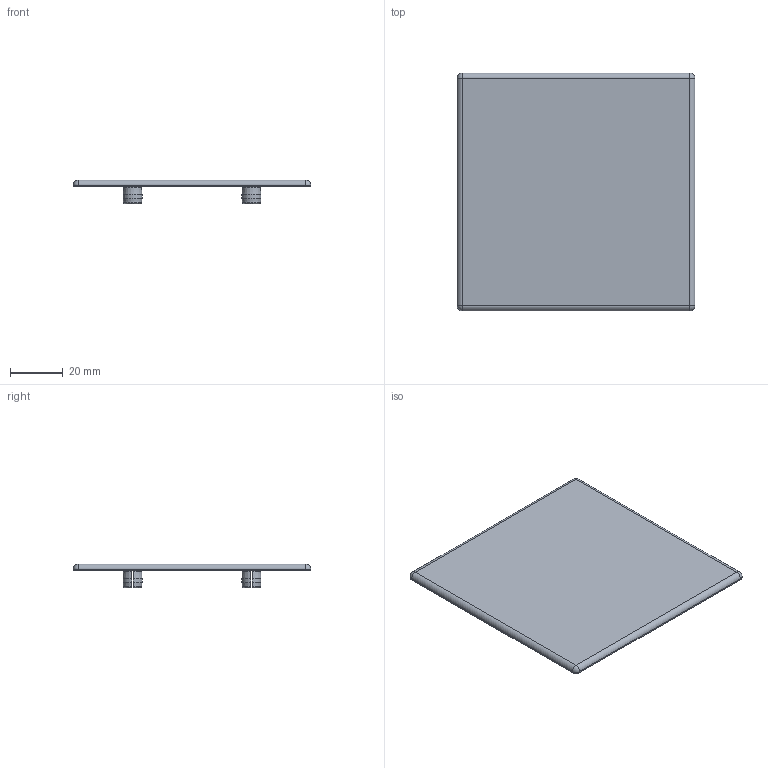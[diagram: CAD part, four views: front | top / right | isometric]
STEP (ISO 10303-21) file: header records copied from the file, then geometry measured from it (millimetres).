
FILE_DESCRIPTION(/* description */ (''),/* implementation_level */ '2;1');
FILE_NAME(/* name */ '229090.stp',/* time_stamp */ '2022-10-04T09:05:21+02:00',/* author */ ('aluteckkpl_am'),/* organization */ (''),/* preprocessor_version */ 'ST-DEVELOPER v18.1',/* originating_system */ 'Autodesk Inventor 2021',/* authorisation */ '');
FILE_SCHEMA (('CONFIG_CONTROL_DESIGN'));
Length unit declared in the file: millimetre
Products named in the file (2): 229090-ZP; 229090
Assembly tree (1 placements, depth 2):
  229090-ZP
    229090
Bounding box: 90 x 90 x 8.99 mm (x, y, z)
Volume: 20651.7 mm3; surface area: 17748 mm2
Topology: 1 solids, 1 shells, 90 faces, 232 edges, 148 vertices
Faces by surface type: cone 24, cylinder 24, plane 22, torus 16, sphere 4
Entity records: 3039 total; most frequent: CARTESIAN_POINT 885, ORIENTED_EDGE 456, DIRECTION 430, EDGE_CURVE 228, AXIS2_PLACEMENT_3D 173, VERTEX_POINT 148, EDGE_LOOP 98, FACE_OUTER_BOUND 90
